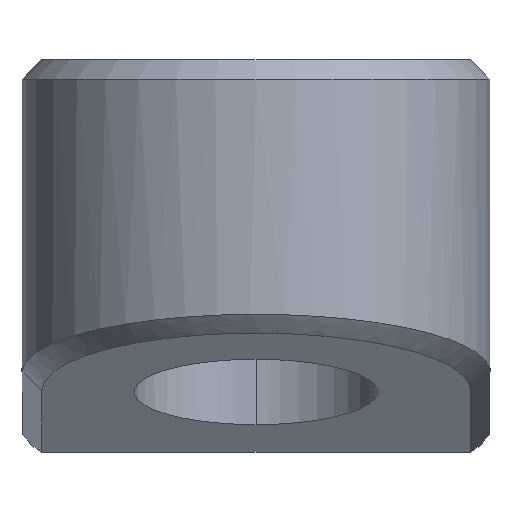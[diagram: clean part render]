
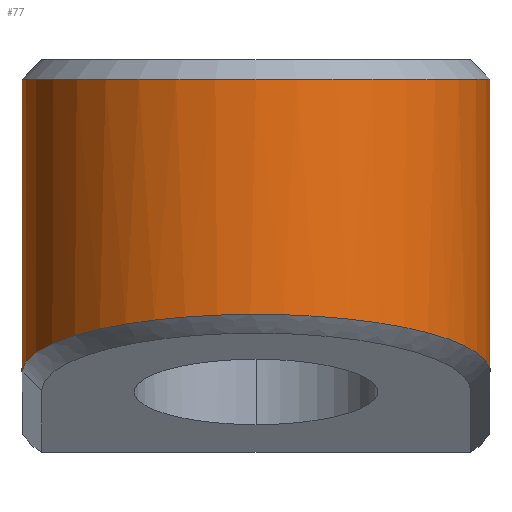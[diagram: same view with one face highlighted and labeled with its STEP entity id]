
A CAD part, left-side view. The second image highlights one B-rep face of the part: STEP entity #77.
In plain terms, the highlighted cylindrical face has radius 6 mm (diameter 12 mm), a partial arc.
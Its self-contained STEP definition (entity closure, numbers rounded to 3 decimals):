
#38=B_SPLINE_CURVE_WITH_KNOTS('',3,(#608,#609,#610,#611,#612,#613,#614,
#615,#616,#617),.UNSPECIFIED.,.F.,.F.,(4,2,2,2,4),(0.,0.25,0.5,0.75,1.),
 .UNSPECIFIED.);
#41=CYLINDRICAL_SURFACE('',#394,6.);
#57=FACE_OUTER_BOUND('',#114,.T.);
#77=ADVANCED_FACE('',(#57),#41,.T.);
#114=EDGE_LOOP('',(#203,#204,#205,#206));
#118=CIRCLE('',#384,6.);
#203=ORIENTED_EDGE('',*,*,#254,.T.);
#204=ORIENTED_EDGE('',*,*,#278,.T.);
#205=ORIENTED_EDGE('',*,*,#264,.F.);
#206=ORIENTED_EDGE('',*,*,#259,.F.);
#221=VERTEX_POINT('',#556);
#223=VERTEX_POINT('',#562);
#225=VERTEX_POINT('',#571);
#228=VERTEX_POINT('',#581);
#254=EDGE_CURVE('',#223,#221,#292,.T.);
#259=EDGE_CURVE('',#223,#225,#118,.T.);
#264=EDGE_CURVE('',#225,#228,#301,.T.);
#278=EDGE_CURVE('',#221,#228,#38,.T.);
#292=LINE('',#561,#328);
#301=LINE('',#580,#337);
#328=VECTOR('',#434,1.);
#337=VECTOR('',#453,1.);
#384=AXIS2_PLACEMENT_3D('',#570,#443,#444);
#394=AXIS2_PLACEMENT_3D('',#766,#481,#482);
#434=DIRECTION('',(0.,0.,-1.));
#443=DIRECTION('',(0.,0.,1.));
#444=DIRECTION('',(0.,1.,0.));
#453=DIRECTION('',(0.,0.,-1.));
#481=DIRECTION('',(0.,0.,1.));
#482=DIRECTION('',(-1.,0.,0.));
#556=CARTESIAN_POINT('',(0.,6.,-8.003));
#561=CARTESIAN_POINT('',(0.,6.,-0.5));
#562=CARTESIAN_POINT('',(0.,6.,-0.5));
#570=CARTESIAN_POINT('',(0.,0.,-0.5));
#571=CARTESIAN_POINT('',(0.,-6.,-0.5));
#580=CARTESIAN_POINT('',(0.,-6.,-0.5));
#581=CARTESIAN_POINT('',(0.,-6.,-8.003));
#608=CARTESIAN_POINT('',(0.,6.,-8.003));
#609=CARTESIAN_POINT('',(-1.561,6.,-7.62));
#610=CARTESIAN_POINT('',(-3.101,5.369,-7.242));
#611=CARTESIAN_POINT('',(-5.324,3.177,-6.696));
#612=CARTESIAN_POINT('',(-5.999,1.604,-6.53));
#613=CARTESIAN_POINT('',(-6.001,-1.594,-6.529));
#614=CARTESIAN_POINT('',(-5.329,-3.171,-6.694));
#615=CARTESIAN_POINT('',(-3.099,-5.371,-7.242));
#616=CARTESIAN_POINT('',(-1.561,-6.,-7.62));
#617=CARTESIAN_POINT('',(0.,-6.,-8.003));
#766=CARTESIAN_POINT('',(0.,0.,0.));
